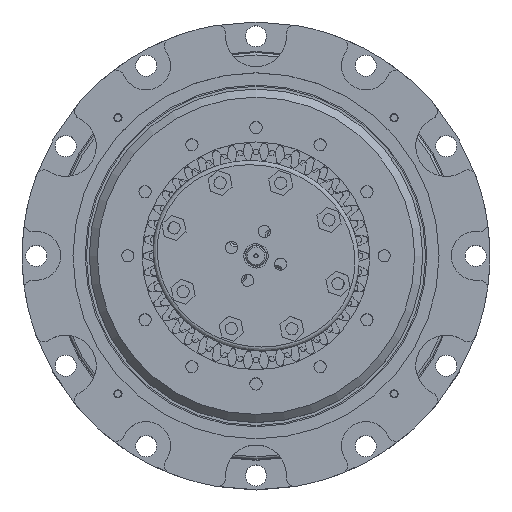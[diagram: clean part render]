
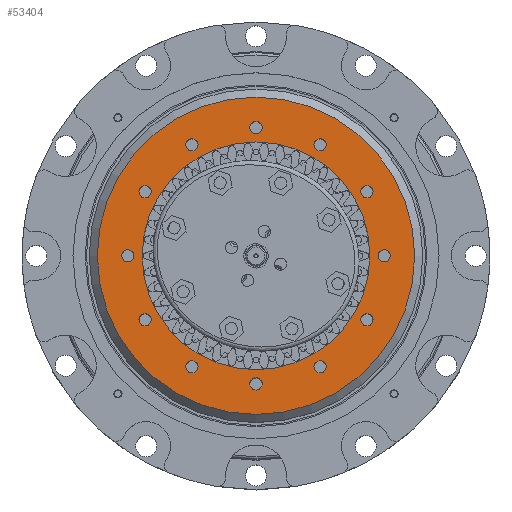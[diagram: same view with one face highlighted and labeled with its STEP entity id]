
A CAD part, top view. The second image highlights one B-rep face of the part: STEP entity #53404.
In plain terms, the highlighted planar face has unit normal (0, 0, 1).
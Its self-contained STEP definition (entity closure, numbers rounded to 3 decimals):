
#474=FACE_BOUND('',#6940,.T.);
#475=FACE_BOUND('',#6941,.T.);
#476=FACE_BOUND('',#6942,.T.);
#477=FACE_BOUND('',#6943,.T.);
#478=FACE_BOUND('',#6944,.T.);
#479=FACE_BOUND('',#6945,.T.);
#480=FACE_BOUND('',#6946,.T.);
#481=FACE_BOUND('',#6947,.T.);
#482=FACE_BOUND('',#6948,.T.);
#483=FACE_BOUND('',#6949,.T.);
#484=FACE_BOUND('',#6950,.T.);
#485=FACE_BOUND('',#6951,.T.);
#486=FACE_BOUND('',#6952,.T.);
#679=PLANE('',#58174);
#3455=FACE_OUTER_BOUND('',#6939,.T.);
#6939=EDGE_LOOP('',(#39258));
#6940=EDGE_LOOP('',(#39259));
#6941=EDGE_LOOP('',(#39260));
#6942=EDGE_LOOP('',(#39261));
#6943=EDGE_LOOP('',(#39262));
#6944=EDGE_LOOP('',(#39263));
#6945=EDGE_LOOP('',(#39264));
#6946=EDGE_LOOP('',(#39265));
#6947=EDGE_LOOP('',(#39266));
#6948=EDGE_LOOP('',(#39267));
#6949=EDGE_LOOP('',(#39268));
#6950=EDGE_LOOP('',(#39269));
#6951=EDGE_LOOP('',(#39270));
#6952=EDGE_LOOP('',(#39271));
#19275=CIRCLE('',#58170,39.);
#19278=CIRCLE('',#58175,1.5);
#19279=CIRCLE('',#58176,1.5);
#19280=CIRCLE('',#58177,1.5);
#19281=CIRCLE('',#58178,1.5);
#19282=CIRCLE('',#58179,1.5);
#19283=CIRCLE('',#58180,1.5);
#19284=CIRCLE('',#58181,1.5);
#19285=CIRCLE('',#58182,1.5);
#19286=CIRCLE('',#58183,1.5);
#19287=CIRCLE('',#58184,1.5);
#19288=CIRCLE('',#58185,1.5);
#19289=CIRCLE('',#58186,1.5);
#19290=CIRCLE('',#58187,28.);
#23489=VERTEX_POINT('',#86904);
#23492=VERTEX_POINT('',#86914);
#23493=VERTEX_POINT('',#86916);
#23494=VERTEX_POINT('',#86918);
#23495=VERTEX_POINT('',#86920);
#23496=VERTEX_POINT('',#86922);
#23497=VERTEX_POINT('',#86924);
#23498=VERTEX_POINT('',#86926);
#23499=VERTEX_POINT('',#86928);
#23500=VERTEX_POINT('',#86930);
#23501=VERTEX_POINT('',#86932);
#23502=VERTEX_POINT('',#86934);
#23503=VERTEX_POINT('',#86936);
#23504=VERTEX_POINT('',#86938);
#29132=EDGE_CURVE('',#23489,#23489,#19275,.T.);
#29137=EDGE_CURVE('',#23492,#23492,#19278,.T.);
#29138=EDGE_CURVE('',#23493,#23493,#19279,.T.);
#29139=EDGE_CURVE('',#23494,#23494,#19280,.T.);
#29140=EDGE_CURVE('',#23495,#23495,#19281,.T.);
#29141=EDGE_CURVE('',#23496,#23496,#19282,.T.);
#29142=EDGE_CURVE('',#23497,#23497,#19283,.T.);
#29143=EDGE_CURVE('',#23498,#23498,#19284,.T.);
#29144=EDGE_CURVE('',#23499,#23499,#19285,.T.);
#29145=EDGE_CURVE('',#23500,#23500,#19286,.T.);
#29146=EDGE_CURVE('',#23501,#23501,#19287,.T.);
#29147=EDGE_CURVE('',#23502,#23502,#19288,.T.);
#29148=EDGE_CURVE('',#23503,#23503,#19289,.T.);
#29149=EDGE_CURVE('',#23504,#23504,#19290,.T.);
#39258=ORIENTED_EDGE('',*,*,#29132,.F.);
#39259=ORIENTED_EDGE('',*,*,#29137,.T.);
#39260=ORIENTED_EDGE('',*,*,#29138,.T.);
#39261=ORIENTED_EDGE('',*,*,#29139,.T.);
#39262=ORIENTED_EDGE('',*,*,#29140,.T.);
#39263=ORIENTED_EDGE('',*,*,#29141,.T.);
#39264=ORIENTED_EDGE('',*,*,#29142,.T.);
#39265=ORIENTED_EDGE('',*,*,#29143,.T.);
#39266=ORIENTED_EDGE('',*,*,#29144,.T.);
#39267=ORIENTED_EDGE('',*,*,#29145,.T.);
#39268=ORIENTED_EDGE('',*,*,#29146,.T.);
#39269=ORIENTED_EDGE('',*,*,#29147,.T.);
#39270=ORIENTED_EDGE('',*,*,#29148,.T.);
#39271=ORIENTED_EDGE('',*,*,#29149,.T.);
#53404=ADVANCED_FACE('',(#3455,#474,#475,#476,#477,#478,#479,#480,#481,
#482,#483,#484,#485,#486),#679,.T.);
#58170=AXIS2_PLACEMENT_3D('',#86905,#67295,#67296);
#58174=AXIS2_PLACEMENT_3D('',#86913,#67305,#67306);
#58175=AXIS2_PLACEMENT_3D('',#86915,#67307,#67308);
#58176=AXIS2_PLACEMENT_3D('',#86917,#67309,#67310);
#58177=AXIS2_PLACEMENT_3D('',#86919,#67311,#67312);
#58178=AXIS2_PLACEMENT_3D('',#86921,#67313,#67314);
#58179=AXIS2_PLACEMENT_3D('',#86923,#67315,#67316);
#58180=AXIS2_PLACEMENT_3D('',#86925,#67317,#67318);
#58181=AXIS2_PLACEMENT_3D('',#86927,#67319,#67320);
#58182=AXIS2_PLACEMENT_3D('',#86929,#67321,#67322);
#58183=AXIS2_PLACEMENT_3D('',#86931,#67323,#67324);
#58184=AXIS2_PLACEMENT_3D('',#86933,#67325,#67326);
#58185=AXIS2_PLACEMENT_3D('',#86935,#67327,#67328);
#58186=AXIS2_PLACEMENT_3D('',#86937,#67329,#67330);
#58187=AXIS2_PLACEMENT_3D('',#86939,#67331,#67332);
#67295=DIRECTION('center_axis',(0.,0.,-1.));
#67296=DIRECTION('ref_axis',(-1.,0.,0.));
#67305=DIRECTION('center_axis',(0.,0.,1.));
#67306=DIRECTION('ref_axis',(1.,0.,0.));
#67307=DIRECTION('center_axis',(0.,0.,-1.));
#67308=DIRECTION('ref_axis',(-1.,0.,0.));
#67309=DIRECTION('center_axis',(0.,0.,-1.));
#67310=DIRECTION('ref_axis',(-1.,0.,0.));
#67311=DIRECTION('center_axis',(0.,0.,-1.));
#67312=DIRECTION('ref_axis',(-1.,0.,0.));
#67313=DIRECTION('center_axis',(0.,0.,-1.));
#67314=DIRECTION('ref_axis',(-1.,0.,0.));
#67315=DIRECTION('center_axis',(0.,0.,-1.));
#67316=DIRECTION('ref_axis',(-1.,0.,0.));
#67317=DIRECTION('center_axis',(0.,0.,-1.));
#67318=DIRECTION('ref_axis',(-1.,0.,0.));
#67319=DIRECTION('center_axis',(0.,0.,-1.));
#67320=DIRECTION('ref_axis',(-1.,0.,0.));
#67321=DIRECTION('center_axis',(0.,0.,-1.));
#67322=DIRECTION('ref_axis',(-1.,0.,0.));
#67323=DIRECTION('center_axis',(0.,0.,-1.));
#67324=DIRECTION('ref_axis',(-1.,0.,0.));
#67325=DIRECTION('center_axis',(0.,0.,-1.));
#67326=DIRECTION('ref_axis',(-1.,0.,0.));
#67327=DIRECTION('center_axis',(0.,0.,-1.));
#67328=DIRECTION('ref_axis',(-1.,0.,0.));
#67329=DIRECTION('center_axis',(0.,0.,-1.));
#67330=DIRECTION('ref_axis',(-1.,0.,0.));
#67331=DIRECTION('center_axis',(0.,0.,-1.));
#67332=DIRECTION('ref_axis',(-1.,0.,0.));
#86904=CARTESIAN_POINT('',(39.,0.,12.));
#86905=CARTESIAN_POINT('Origin',(0.,0.,12.));
#86913=CARTESIAN_POINT('Origin',(0.,0.,12.));
#86914=CARTESIAN_POINT('',(-25.78,-15.75,12.));
#86915=CARTESIAN_POINT('Origin',(-27.28,-15.75,12.));
#86916=CARTESIAN_POINT('',(-25.78,15.75,12.));
#86917=CARTESIAN_POINT('Origin',(-27.28,15.75,12.));
#86918=CARTESIAN_POINT('',(1.5,31.5,12.));
#86919=CARTESIAN_POINT('Origin',(0.,31.5,
12.));
#86920=CARTESIAN_POINT('',(28.78,15.75,12.));
#86921=CARTESIAN_POINT('Origin',(27.28,15.75,12.));
#86922=CARTESIAN_POINT('',(28.78,-15.75,12.));
#86923=CARTESIAN_POINT('Origin',(27.28,-15.75,12.));
#86924=CARTESIAN_POINT('',(1.5,-31.5,12.));
#86925=CARTESIAN_POINT('Origin',(0.,-31.5,
12.));
#86926=CARTESIAN_POINT('',(17.25,-27.28,12.));
#86927=CARTESIAN_POINT('Origin',(15.75,-27.28,12.));
#86928=CARTESIAN_POINT('',(33.,0.,12.));
#86929=CARTESIAN_POINT('Origin',(31.5,0.,12.));
#86930=CARTESIAN_POINT('',(17.25,27.28,12.));
#86931=CARTESIAN_POINT('Origin',(15.75,27.28,12.));
#86932=CARTESIAN_POINT('',(-14.25,27.28,12.));
#86933=CARTESIAN_POINT('Origin',(-15.75,27.28,12.));
#86934=CARTESIAN_POINT('',(-30.,0.,12.));
#86935=CARTESIAN_POINT('Origin',(-31.5,0.,
12.));
#86936=CARTESIAN_POINT('',(-14.25,-27.28,12.));
#86937=CARTESIAN_POINT('Origin',(-15.75,-27.28,12.));
#86938=CARTESIAN_POINT('',(28.,0.,12.));
#86939=CARTESIAN_POINT('Origin',(0.,0.,12.));
